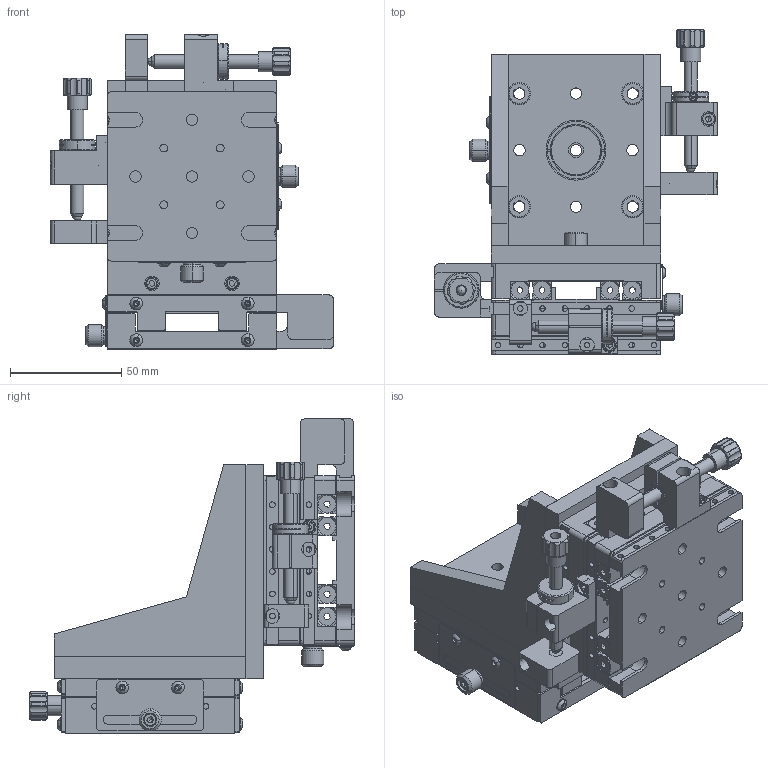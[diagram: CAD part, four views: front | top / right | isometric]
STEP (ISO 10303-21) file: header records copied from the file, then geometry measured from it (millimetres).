
FILE_DESCRIPTION (( 'STEP AP214' ), '1' );
FILE_NAME ('06DTS-3-ASL.STEP', '2018-03-21T03:38:51', ( '' ), ( '' ), 'SwSTEP 2.0', 'SolidWorks 2016', '' );
FILE_SCHEMA (( 'AUTOMOTIVE_DESIGN' ));
Length unit declared in the file: millimetre
Products named in the file (1): 06DTS-3-ASL
Bounding box: 127 x 145.85 x 141 mm (x, y, z)
Surface area: 174242.3 mm2 (no closed solid volume)
Topology: 0 solids, 121 shells, 1492 faces, 4897 edges, 3390 vertices
Faces by surface type: plane 735, cylinder 533, cone 142, torus 48, sphere 34
Entity records: 72315 total; most frequent: CARTESIAN_POINT 12865, DIRECTION 9159, ORIENTED_EDGE 8063, EDGE_CURVE 4848, VERTEX_POINT 3381, AXIS2_PLACEMENT_3D 3247, VECTOR 2665, LINE 2665
